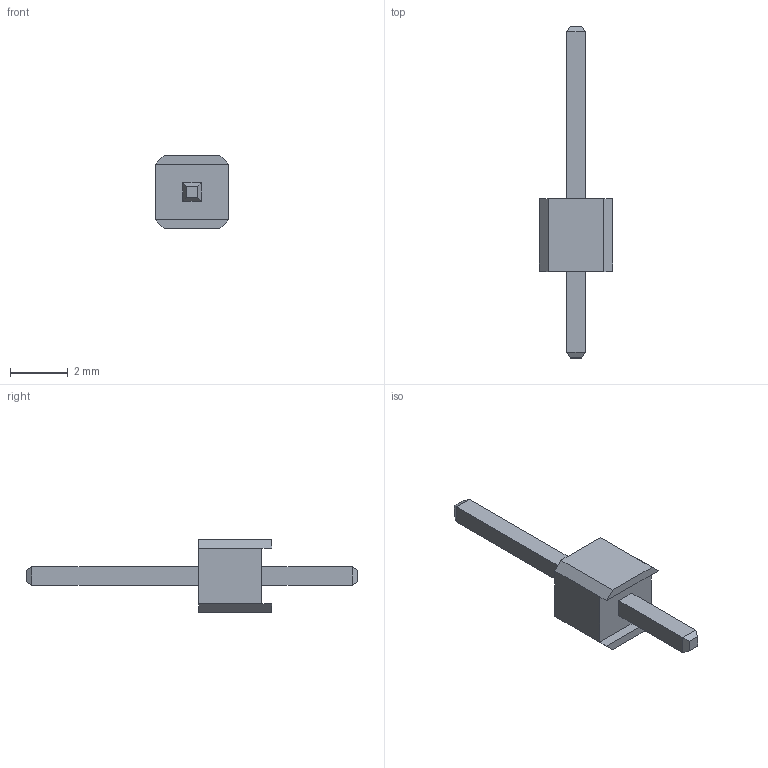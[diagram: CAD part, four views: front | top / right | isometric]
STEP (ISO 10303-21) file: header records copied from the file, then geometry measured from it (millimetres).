
FILE_DESCRIPTION (( 'STEP AP214' ), '1' );
FILE_NAME ('B6A78CE4-BA95-4327-A4C0-2B0A75D9D09E.STEP', '2024-04-11T11:26:35', ( '' ), ( '' ), 'SwSTEP 2.0', 'SolidWorks 2022', '' );
FILE_SCHEMA (( 'AUTOMOTIVE_DESIGN' ));
Length unit declared in the file: millimetre
Products named in the file (1): B6A78CE4-BA95-4327-A4C0-2B0A75D9D09E
Bounding box: 2.54 x 11.54 x 2.54 mm (x, y, z)
Volume: 18 mm3; surface area: 60.3 mm2
Topology: 1 solids, 1 shells, 32 faces, 72 edges, 44 vertices
Faces by surface type: plane 32
Entity records: 1092 total; most frequent: CARTESIAN_POINT 149, ORIENTED_EDGE 144, DIRECTION 138, VECTOR 72, EDGE_CURVE 72, LINE 72, VERTEX_POINT 44, EDGE_LOOP 34
